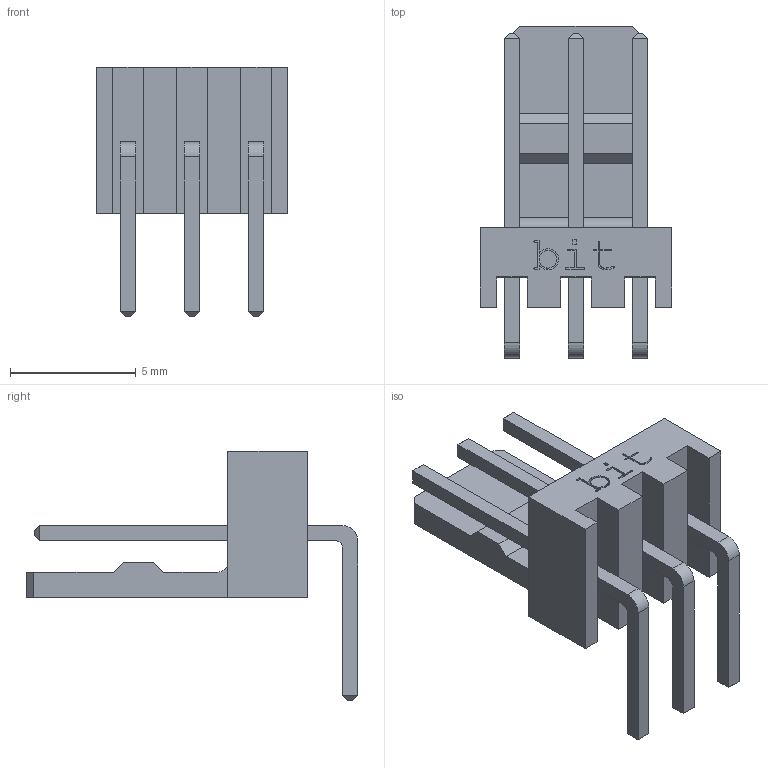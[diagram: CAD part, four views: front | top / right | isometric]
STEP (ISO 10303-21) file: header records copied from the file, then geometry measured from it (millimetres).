
FILE_DESCRIPTION (( 'STEP AP214' ), '1' );
FILE_NAME ('molex-2.54-3pin-angle.STEP', '2020-06-22T02:09:43', ( '' ), ( '' ), 'SwSTEP 2.0', 'SolidWorks 2013', '' );
FILE_SCHEMA (( 'AUTOMOTIVE_DESIGN' ));
Length unit declared in the file: millimetre
Products named in the file (3): Pieza3; molex-2.54-3pin-angle; pin_90
Assembly tree (4 placements, depth 2):
  molex-2.54-3pin-angle
    Pieza3
    pin_90  x3
Bounding box: 7.62 x 13.17 x 9.91 mm (x, y, z)
Volume: 177.1 mm3; surface area: 459.5 mm2
Topology: 4 solids, 4 shells, 157 faces, 408 edges, 264 vertices
Faces by surface type: plane 119, bspline 31, cylinder 7
Entity records: 4980 total; most frequent: CARTESIAN_POINT 2007, ORIENTED_EDGE 656, DIRECTION 466, EDGE_CURVE 328, LINE 260, VECTOR 260, VERTEX_POINT 216, EDGE_LOOP 132
